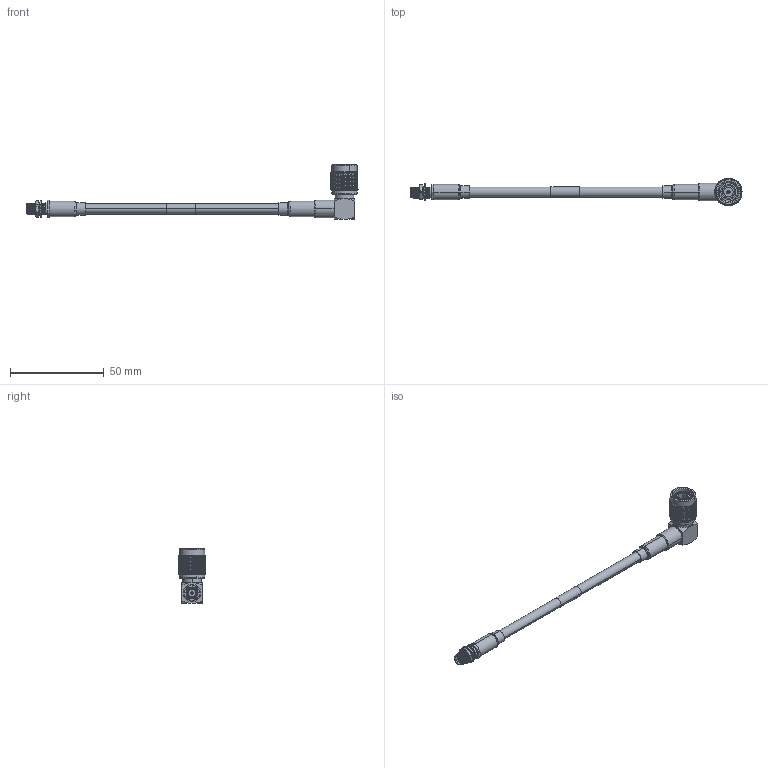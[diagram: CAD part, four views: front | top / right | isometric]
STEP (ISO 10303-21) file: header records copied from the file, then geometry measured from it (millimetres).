
FILE_DESCRIPTION (( 'STEP AP203' ), '1' );
FILE_NAME ('FMCA2750.STEP', '2022-03-09T18:54:48', ( '' ), ( '' ), 'SwSTEP 2.0', 'SolidWorks 2021', '' );
FILE_SCHEMA (( 'CONFIG_CONTROL_DESIGN' ));
Length unit declared in the file: millimetre
Products named in the file (5): RG223_with label; CA-240-MA1_.75" Long; FMCA2750; SC4264_1; FMCN1748
Assembly tree (5 placements, depth 2):
  FMCA2750
    RG223_with label
    FMCN1748
    CA-240-MA1_.75" Long  x2
    SC4264_1
Bounding box: 177.06 x 14.5 x 29.1 mm (x, y, z)
Volume: 7982.1 mm3; surface area: 9495.7 mm2
Topology: 12 solids, 12 shells, 2934 faces, 6294 edges, 3411 vertices
Faces by surface type: bspline 2092, cylinder 652, plane 98, cone 74, torus 18
Entity records: 128736 total; most frequent: CARTESIAN_POINT 88824, ORIENTED_EDGE 12500, EDGE_CURVE 6250, VERTEX_POINT 3387, EDGE_LOOP 2953, ADVANCED_FACE 2912, FACE_OUTER_BOUND 2912, DIRECTION 2770
